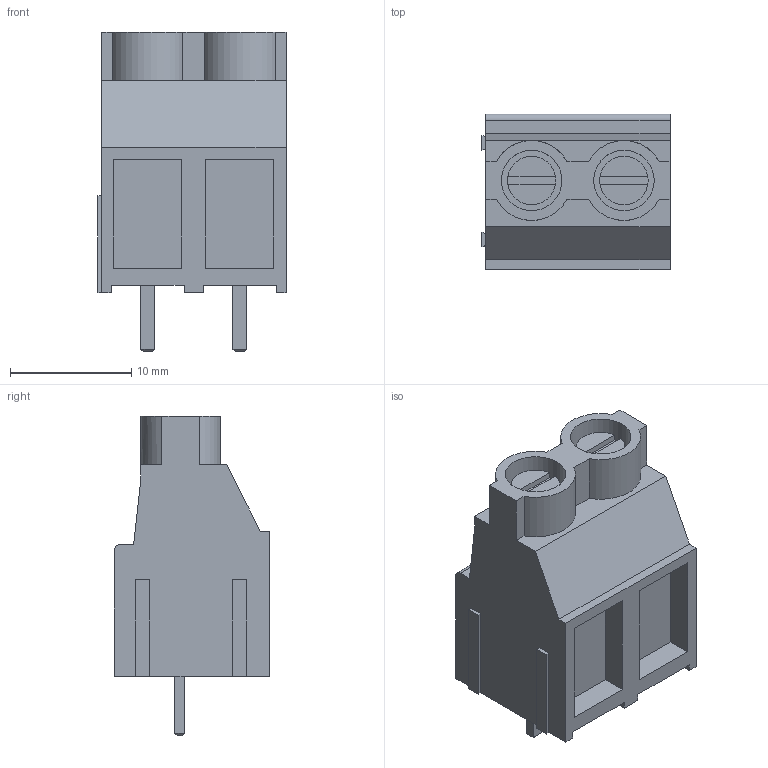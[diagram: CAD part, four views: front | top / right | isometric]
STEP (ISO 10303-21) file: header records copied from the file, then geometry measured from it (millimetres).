
FILE_DESCRIPTION(/* description */ ('STEP AP214'),/* implementation_level */ '2;1');
FILE_NAME(/* name */ 'KF762-2p.step',/* time_stamp */ '2025-08-06T18:45:35+03:00',/* author */ (''),/* organization */ (''),/* preprocessor_version */ 'ST-DEVELOPER v20.1',/* originating_system */ 'Autodesk Translation Framework v14.10.0.0',/* authorisation */ '');
FILE_SCHEMA (('AUTOMOTIVE_DESIGN { 1 0 10303 214 3 1 1 }'));
Length unit declared in the file: millimetre
Products named in the file (1): 23118812-2771-4888-805B-20D2B584496F
Bounding box: 15.54 x 12.85 x 26.4 mm (x, y, z)
Volume: 3004.8 mm3; surface area: 1794.9 mm2
Topology: 1 solids, 1 shells, 108 faces, 278 edges, 182 vertices
Faces by surface type: plane 99, cylinder 9
Full cylindrical faces by diameter (mm): 4 x2, 5 x2
Entity records: 3315 total; most frequent: CARTESIAN_POINT 569, ORIENTED_EDGE 556, DIRECTION 524, EDGE_CURVE 278, LINE 250, VECTOR 250, VERTEX_POINT 182, AXIS2_PLACEMENT_3D 137
